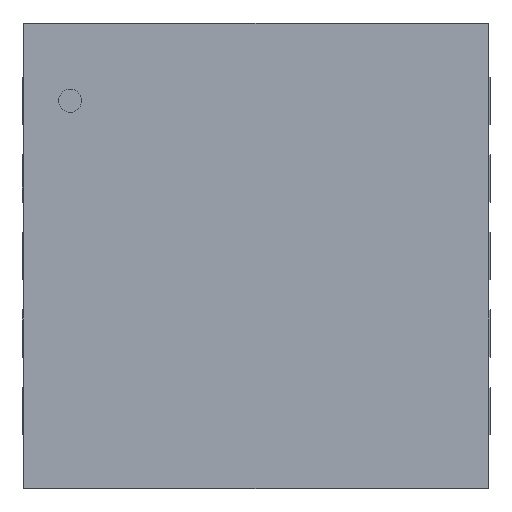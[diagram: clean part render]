
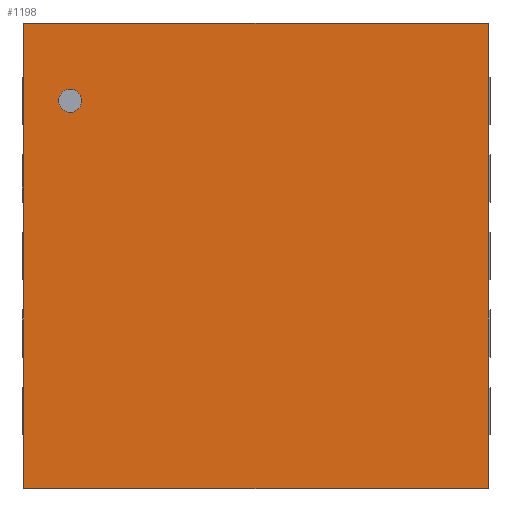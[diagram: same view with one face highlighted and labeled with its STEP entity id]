
A CAD part, top view. The second image highlights one B-rep face of the part: STEP entity #1198.
In plain terms, the highlighted planar face has unit normal (0, 0, 1).
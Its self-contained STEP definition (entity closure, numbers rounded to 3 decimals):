
#33=PLANE('',#1302);
#109=FACE_OUTER_BOUND('',#185,.T.);
#185=EDGE_LOOP('',(#827,#828,#829,#830));
#256=LINE('',#1692,#404);
#260=LINE('',#1699,#408);
#263=LINE('',#1705,#411);
#265=LINE('',#1708,#413);
#404=VECTOR('',#1387,2.997);
#408=VECTOR('',#1393,2.997);
#411=VECTOR('',#1398,2.997);
#413=VECTOR('',#1402,2.997);
#555=VERTEX_POINT('',#1689);
#556=VERTEX_POINT('',#1691);
#558=VERTEX_POINT('',#1697);
#560=VERTEX_POINT('',#1703);
#656=EDGE_CURVE('',#556,#555,#256,.T.);
#660=EDGE_CURVE('',#555,#558,#260,.T.);
#663=EDGE_CURVE('',#558,#560,#263,.T.);
#665=EDGE_CURVE('',#560,#556,#265,.T.);
#827=ORIENTED_EDGE('',*,*,#656,.T.);
#828=ORIENTED_EDGE('',*,*,#660,.T.);
#829=ORIENTED_EDGE('',*,*,#663,.T.);
#830=ORIENTED_EDGE('',*,*,#665,.T.);
#1198=ADVANCED_FACE('',(#109),#33,.T.);
#1302=AXIS2_PLACEMENT_3D('',#1710,#1405,#1406);
#1387=DIRECTION('',(1.,0.,0.));
#1393=DIRECTION('',(0.,1.,0.));
#1398=DIRECTION('',(-1.,0.,0.));
#1402=DIRECTION('',(0.,-1.,0.));
#1405=DIRECTION('center_axis',(0.,0.,1.));
#1406=DIRECTION('ref_axis',(0.,1.,0.));
#1689=CARTESIAN_POINT('',(1.499,-1.499,0.94));
#1691=CARTESIAN_POINT('',(-1.499,-1.499,0.94));
#1692=CARTESIAN_POINT('',(-1.499,-1.499,0.94));
#1697=CARTESIAN_POINT('',(1.499,1.499,0.94));
#1699=CARTESIAN_POINT('',(1.499,-1.499,0.94));
#1703=CARTESIAN_POINT('',(-1.499,1.499,0.94));
#1705=CARTESIAN_POINT('',(1.499,1.499,0.94));
#1708=CARTESIAN_POINT('',(-1.499,1.499,0.94));
#1710=CARTESIAN_POINT('Origin',(-1.499,-1.499,0.94));
